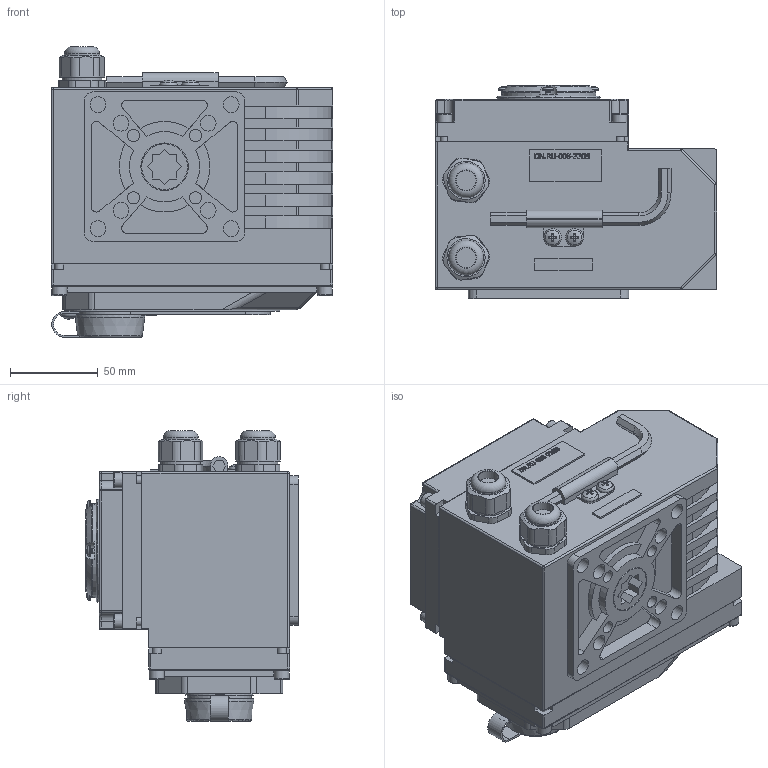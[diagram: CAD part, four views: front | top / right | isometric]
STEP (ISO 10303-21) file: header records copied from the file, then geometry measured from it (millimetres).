
FILE_DESCRIPTION(/* description */ (''),/* implementation_level */ '2;1');
FILE_NAME(/* name */ 'QT-005_3D_STEP.stp',/* time_stamp */ '2024-05-24T17:05:13+03:00',/* author */ ('igorr'),/* organization */ (''),/* preprocessor_version */ 'ST-DEVELOPER v19.2',/* originating_system */ 'Autodesk Inventor 2023',/* authorisation */ '');
FILE_SCHEMA (('AUTOMOTIVE_DESIGN { 1 0 10303 214 3 1 1 }'));
Length unit declared in the file: millimetre
Products named in the file (5): Сборка; Деталь; AS 1420 - 1973 - M5 x 20; AS 1427 - M3 x 5; AS 1427 - M5 x 6
Assembly tree (16 placements, depth 2):
  Сборка
    Деталь
    AS 1420 - 1973 - M5 x 20  x8
    AS 1427 - M3 x 5  x4
    AS 1427 - M5 x 6  x3
Bounding box: 160 x 121 x 165.25 mm (x, y, z)
Volume: 1865501.9 mm3; surface area: 140636.1 mm2
Topology: 16 solids, 17 shells, 1248 faces, 3275 edges, 2151 vertices
Faces by surface type: plane 651, cylinder 216, bspline 181, cone 107, torus 67, sphere 26
Full cylindrical faces by diameter (mm): 2.693 x4, 3 x4, 4.51 x3, 5 x11, 7 x4, 8.5 x8, 9 x8, 11.339 x2, 19.961 x2, 22.654 x2, 26 x1, 27 x1, 39.47 x1, 40 x2, 53.672 x1, 58.667 x1
Entity records: 33314 total; most frequent: CARTESIAN_POINT 8537, ORIENTED_EDGE 5250, DIRECTION 4298, EDGE_CURVE 2625, VERTEX_POINT 1723, LINE 1644, VECTOR 1644, AXIS2_PLACEMENT_3D 1327
